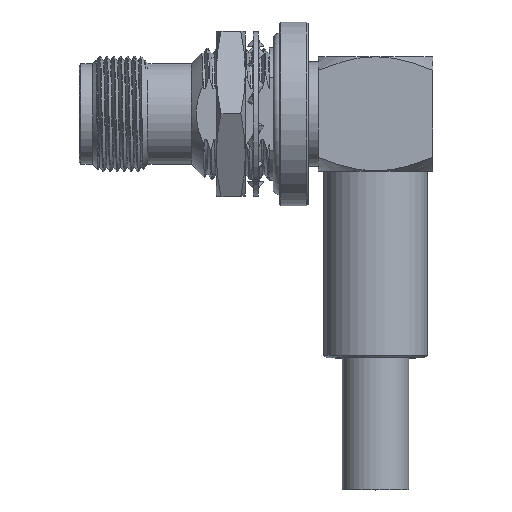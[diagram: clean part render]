
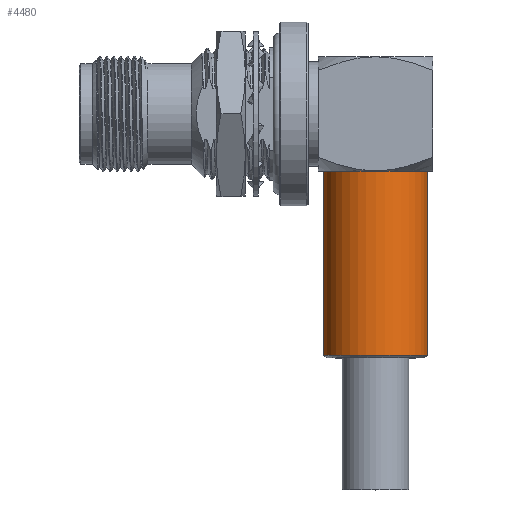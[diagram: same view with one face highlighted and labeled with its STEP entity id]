
A CAD part, top view. The second image highlights one B-rep face of the part: STEP entity #4480.
In plain terms, the highlighted cylindrical face has radius 5 mm (diameter 10 mm), a full revolution.
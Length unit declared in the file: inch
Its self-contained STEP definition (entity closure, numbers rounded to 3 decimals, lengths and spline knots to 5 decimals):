
#584 = EDGE_LOOP ( 'NONE', ( #8477 ) ) ;
#767 = DIRECTION ( 'NONE',  ( 0., 0., 1. ) ) ;
#1627 = DIRECTION ( 'NONE',  ( 0., 0., 1. ) ) ;
#4352 = CIRCLE ( 'NONE', #13613, 0.19685 ) ;
#4480 = ADVANCED_FACE ( 'NONE', ( #14752, #11447 ), #12933, .T. ) ;
#4686 = CARTESIAN_POINT ( 'NONE',  ( 0., -0.91441, 0. ) ) ;
#6405 = EDGE_LOOP ( 'NONE', ( #9704 ) ) ;
#6443 = AXIS2_PLACEMENT_3D ( 'NONE', #4686, #8606, #18584 ) ;
#8477 = ORIENTED_EDGE ( 'NONE', *, *, #24698, .T. ) ;
#8606 = DIRECTION ( 'NONE',  ( 0., 1., 0. ) ) ;
#9704 = ORIENTED_EDGE ( 'NONE', *, *, #22096, .T. ) ;
#9839 = VERTEX_POINT ( 'NONE', #17696 ) ;
#11447 = FACE_OUTER_BOUND ( 'NONE', #584, .T. ) ;
#12933 = CYLINDRICAL_SURFACE ( 'NONE', #22187, 0.19685 ) ;
#13613 = AXIS2_PLACEMENT_3D ( 'NONE', #16495, #22084, #767 ) ;
#13717 = CARTESIAN_POINT ( 'NONE',  ( 0., -0.21654, 0.19685 ) ) ;
#13772 = CIRCLE ( 'NONE', #6443, 0.19685 ) ;
#14752 = FACE_OUTER_BOUND ( 'NONE', #6405, .T. ) ;
#15157 = DIRECTION ( 'NONE',  ( 0., 1., 0. ) ) ;
#15242 = VERTEX_POINT ( 'NONE', #13717 ) ;
#16495 = CARTESIAN_POINT ( 'NONE',  ( 0., -0.21654, 0. ) ) ;
#17033 = CARTESIAN_POINT ( 'NONE',  ( 0., -3.22213, 0. ) ) ;
#17696 = CARTESIAN_POINT ( 'NONE',  ( 0., -0.91441, -0.19685 ) ) ;
#18584 = DIRECTION ( 'NONE',  ( 0., 0., -1. ) ) ;
#22084 = DIRECTION ( 'NONE',  ( 0., -1., 0. ) ) ;
#22096 = EDGE_CURVE ( 'NONE', #9839, #9839, #13772, .T. ) ;
#22187 = AXIS2_PLACEMENT_3D ( 'NONE', #17033, #15157, #1627 ) ;
#24698 = EDGE_CURVE ( 'NONE', #15242, #15242, #4352, .T. ) ;
